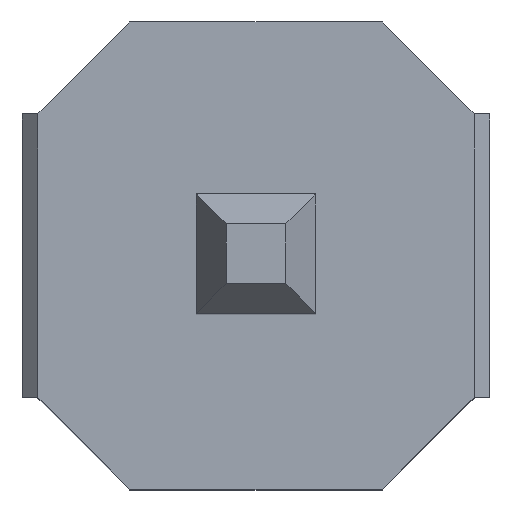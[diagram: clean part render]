
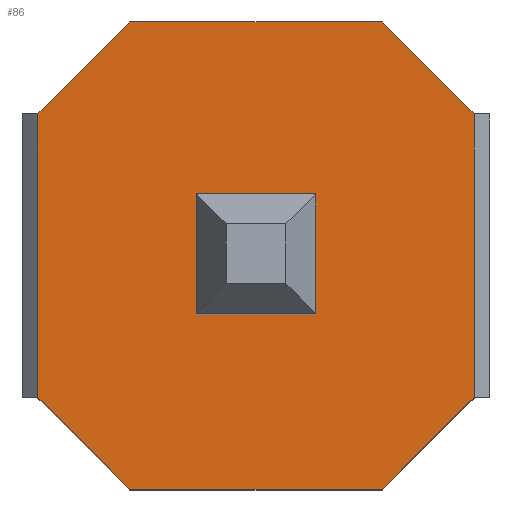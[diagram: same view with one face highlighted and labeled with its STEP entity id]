
A CAD part, top view. The second image highlights one B-rep face of the part: STEP entity #86.
In plain terms, the highlighted planar face has unit normal (0, 0, 1).
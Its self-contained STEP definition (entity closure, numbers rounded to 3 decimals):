
#86=ADVANCED_FACE('',(#406),#408,.T.);
#406=FACE_BOUND('',#407,.T.);
#407=EDGE_LOOP('',(#652,#653,#654,#655,#656,#657,#658,#659));
#408=PLANE('',#409);
#409=AXIS2_PLACEMENT_3D('',#410,#411,#412);
#410=CARTESIAN_POINT('',(0.,0.,2.5));
#411=DIRECTION('',(0.,0.,1.));
#412=DIRECTION('',(1.,0.,0.));
#652=ORIENTED_EDGE('',*,*,#804,.T.);
#653=ORIENTED_EDGE('',*,*,#805,.T.);
#654=ORIENTED_EDGE('',*,*,#806,.T.);
#655=ORIENTED_EDGE('',*,*,#807,.T.);
#656=ORIENTED_EDGE('',*,*,#808,.T.);
#657=ORIENTED_EDGE('',*,*,#809,.T.);
#658=ORIENTED_EDGE('',*,*,#810,.T.);
#659=ORIENTED_EDGE('',*,*,#811,.T.);
#804=EDGE_CURVE('',#888,#889,#890,.F.);
#805=EDGE_CURVE('',#889,#891,#892,.T.);
#806=EDGE_CURVE('',#891,#893,#894,.T.);
#807=EDGE_CURVE('',#893,#895,#896,.T.);
#808=EDGE_CURVE('',#895,#897,#898,.F.);
#809=EDGE_CURVE('',#897,#899,#900,.T.);
#810=EDGE_CURVE('',#899,#901,#902,.T.);
#811=EDGE_CURVE('',#901,#888,#903,.T.);
#888=VERTEX_POINT('',#1024);
#889=VERTEX_POINT('',#1025);
#890=LINE('',#1026,#1027);
#891=VERTEX_POINT('',#1029);
#892=LINE('',#1030,#1031);
#893=VERTEX_POINT('',#1033);
#894=LINE('',#1034,#1035);
#895=VERTEX_POINT('',#1037);
#896=LINE('',#1038,#1039);
#897=VERTEX_POINT('',#1041);
#898=LINE('',#1042,#1043);
#899=VERTEX_POINT('',#1045);
#900=LINE('',#1046,#1047);
#901=VERTEX_POINT('',#1049);
#902=LINE('',#1050,#1051);
#903=LINE('',#1053,#1054);
#1024=CARTESIAN_POINT('',(-1.185,0.77,2.5));
#1025=CARTESIAN_POINT('',(-1.185,-0.77,2.5));
#1026=CARTESIAN_POINT('',(-1.185,-0.77,2.5));
#1027=VECTOR('',#1028,1.);
#1028=DIRECTION('',(0.,1.,0.));
#1029=CARTESIAN_POINT('',(-0.685,-1.27,2.5));
#1030=CARTESIAN_POINT('',(-1.185,-0.77,2.5));
#1031=VECTOR('',#1032,1.);
#1032=DIRECTION('',(0.707,-0.707,0.));
#1033=CARTESIAN_POINT('',(0.685,-1.27,2.5));
#1034=CARTESIAN_POINT('',(-0.685,-1.27,2.5));
#1035=VECTOR('',#1036,1.);
#1036=DIRECTION('',(1.,0.,0.));
#1037=CARTESIAN_POINT('',(1.185,-0.77,2.5));
#1038=CARTESIAN_POINT('',(0.685,-1.27,2.5));
#1039=VECTOR('',#1040,1.);
#1040=DIRECTION('',(0.707,0.707,0.));
#1041=CARTESIAN_POINT('',(1.185,0.77,2.5));
#1042=CARTESIAN_POINT('',(1.185,0.77,2.5));
#1043=VECTOR('',#1044,1.);
#1044=DIRECTION('',(0.,-1.,0.));
#1045=CARTESIAN_POINT('',(0.685,1.27,2.5));
#1046=CARTESIAN_POINT('',(1.185,0.77,2.5));
#1047=VECTOR('',#1048,1.);
#1048=DIRECTION('',(-0.707,0.707,0.));
#1049=CARTESIAN_POINT('',(-0.685,1.27,2.5));
#1050=CARTESIAN_POINT('',(0.685,1.27,2.5));
#1051=VECTOR('',#1052,1.);
#1052=DIRECTION('',(-1.,0.,0.));
#1053=CARTESIAN_POINT('',(-0.685,1.27,2.5));
#1054=VECTOR('',#1055,1.);
#1055=DIRECTION('',(-0.707,-0.707,0.));
